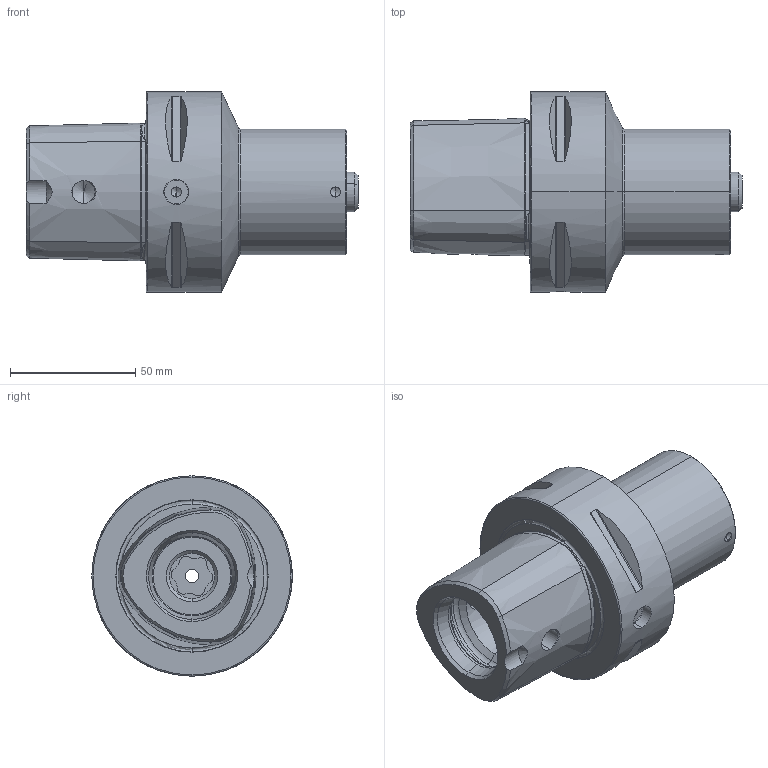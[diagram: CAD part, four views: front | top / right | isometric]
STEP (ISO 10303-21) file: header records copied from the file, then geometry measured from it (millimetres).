
FILE_DESCRIPTION (( 'STEP AP214' ), '1' );
FILE_NAME ('PS8.PS5.K01.080.STEP', '2025-05-14T14:33:15', ( '' ), ( '' ), 'SwSTEP 2.0', 'SolidWorks 2022', '' );
FILE_SCHEMA (( 'AUTOMOTIVE_DESIGN' ));
Length unit declared in the file: millimetre
Products named in the file (4): PS5-ER2.001.017_A; PS8.PS5.K01.080; PS5-ER1.K01.070_A_PreviewCfg; PS8-PS5.K01.080_A
Assembly tree (3 placements, depth 2):
  PS8.PS5.K01.080
    PS8-PS5.K01.080_A
    PS5-ER1.K01.070_A_PreviewCfg
    PS5-ER2.001.017_A
Bounding box: 132.5 x 80 x 80 mm (x, y, z)
Volume: 300747.5 mm3; surface area: 52170.6 mm2
Topology: 3 solids, 3 shells, 244 faces, 562 edges, 329 vertices
Faces by surface type: cone 75, cylinder 71, torus 62, plane 36
Entity records: 7739 total; most frequent: CARTESIAN_POINT 1903, DIRECTION 1303, ORIENTED_EDGE 1112, AXIS2_PLACEMENT_3D 565, EDGE_CURVE 556, VERTEX_POINT 329, CIRCLE 315, EDGE_LOOP 265
